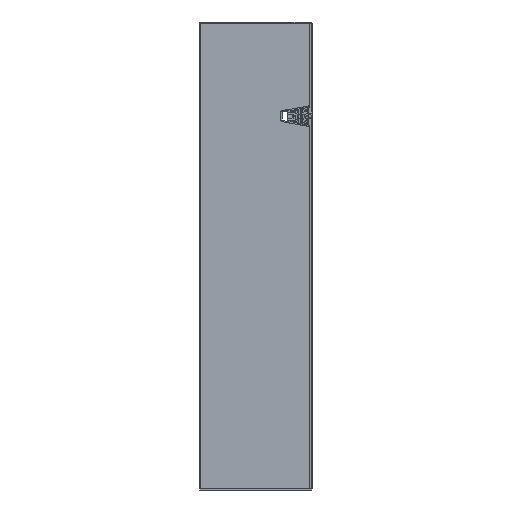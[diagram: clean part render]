
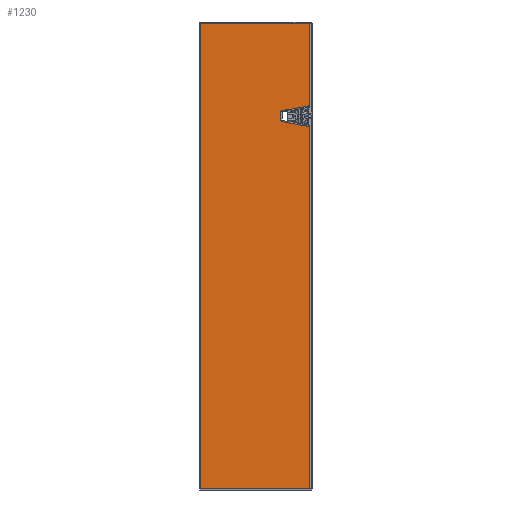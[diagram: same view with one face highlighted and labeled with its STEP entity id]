
A CAD part, front view. The second image highlights one B-rep face of the part: STEP entity #1230.
In plain terms, the highlighted planar face has unit normal (0, -1, 0).
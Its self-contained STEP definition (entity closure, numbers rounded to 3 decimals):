
#1230=ADVANCED_FACE('',(#3298),#3299,.T.);
#3298=FACE_OUTER_BOUND('',#5835,.T.);
#3299=PLANE('',#5836);
#5835=EDGE_LOOP('',(#13588,#13589,#13590,#13591,#13592,#13593,#13594,#13595,#13596,#13597));
#5836=AXIS2_PLACEMENT_3D('',#13598,#13599,#13600);
#13588=ORIENTED_EDGE('',*,*,#19691,.T.);
#13589=ORIENTED_EDGE('',*,*,#19692,.T.);
#13590=ORIENTED_EDGE('',*,*,#19420,.F.);
#13591=ORIENTED_EDGE('',*,*,#19596,.T.);
#13592=ORIENTED_EDGE('',*,*,#19693,.T.);
#13593=ORIENTED_EDGE('',*,*,#19640,.F.);
#13594=ORIENTED_EDGE('',*,*,#19416,.F.);
#13595=ORIENTED_EDGE('',*,*,#19694,.T.);
#13596=ORIENTED_EDGE('',*,*,#19695,.T.);
#13597=ORIENTED_EDGE('',*,*,#19696,.T.);
#13598=CARTESIAN_POINT('',(80.967,-291.558,0.0));
#13599=DIRECTION('',(0.,-1.0,0.));
#13600=DIRECTION('',(1.0,0.,0.));
#19416=EDGE_CURVE('',#24324,#24326,#24327,.T.);
#19420=EDGE_CURVE('',#24332,#24334,#24335,.T.);
#19596=EDGE_CURVE('',#24332,#24629,#24631,.T.);
#19640=EDGE_CURVE('',#24326,#24705,#24706,.T.);
#19691=EDGE_CURVE('',#24786,#24787,#24788,.F.);
#19692=EDGE_CURVE('',#24787,#24334,#24789,.T.);
#19693=EDGE_CURVE('',#24629,#24705,#24790,.T.);
#19694=EDGE_CURVE('',#24324,#24791,#24792,.T.);
#19695=EDGE_CURVE('',#24791,#24793,#24794,.F.);
#19696=EDGE_CURVE('',#24793,#24786,#24795,.T.);
#24324=VERTEX_POINT('',#31474);
#24326=VERTEX_POINT('',#31476);
#24327=LINE('',#31477,#31478);
#24332=VERTEX_POINT('',#31484);
#24334=VERTEX_POINT('',#31486);
#24335=LINE('',#31487,#31488);
#24629=VERTEX_POINT('',#31886);
#24631=LINE('',#31888,#31889);
#24705=VERTEX_POINT('',#31980);
#24706=LINE('',#31981,#31982);
#24786=VERTEX_POINT('',#32088);
#24787=VERTEX_POINT('',#32089);
#24788=CIRCLE('',#32090,2.2);
#24789=LINE('',#32091,#32092);
#24790=LINE('',#32093,#32094);
#24791=VERTEX_POINT('',#32095);
#24792=LINE('',#32096,#32097);
#24793=VERTEX_POINT('',#32098);
#24794=CIRCLE('',#32099,2.2);
#24795=LINE('',#32100,#32101);
#31474=CARTESIAN_POINT('',(80.967,-291.558,-165.688));
#31476=CARTESIAN_POINT('',(80.967,-291.558,-746.0));
#31477=CARTESIAN_POINT('',(80.967,-291.558,0.0));
#31478=VECTOR('',#38426,1000.0);
#31484=CARTESIAN_POINT('',(80.967,-291.558,0.0));
#31486=CARTESIAN_POINT('',(80.967,-291.558,-132.312));
#31487=CARTESIAN_POINT('',(80.967,-291.558,0.0));
#31488=VECTOR('',#38434,1000.0);
#31886=CARTESIAN_POINT('',(-93.523,-291.558,0.0));
#31888=CARTESIAN_POINT('',(80.967,-291.558,0.0));
#31889=VECTOR('',#38752,1000.0);
#31980=CARTESIAN_POINT('',(-93.523,-291.558,-746.0));
#31981=CARTESIAN_POINT('',(80.967,-291.558,-746.0));
#31982=VECTOR('',#38848,1000.0);
#32088=CARTESIAN_POINT('',(35.044,-291.558,-142.247));
#32089=CARTESIAN_POINT('',(36.862,-291.558,-140.08));
#32090=AXIS2_PLACEMENT_3D('',#38947,#38948,#38949);
#32091=CARTESIAN_POINT('',(103.57,-291.558,-128.331));
#32092=VECTOR('',#38950,1000.0);
#32093=CARTESIAN_POINT('',(-93.523,-291.558,0.0));
#32094=VECTOR('',#38951,1000.0);
#32095=CARTESIAN_POINT('',(36.862,-291.558,-157.92));
#32096=CARTESIAN_POINT('',(52.662,-291.558,-160.702));
#32097=VECTOR('',#38952,1000.0);
#32098=CARTESIAN_POINT('',(35.044,-291.558,-155.753));
#32099=AXIS2_PLACEMENT_3D('',#38953,#38954,#38955);
#32100=CARTESIAN_POINT('',(35.044,-291.558,0.0));
#32101=VECTOR('',#38956,1000.0);
#38426=DIRECTION('',(0.,0.,-1.0));
#38434=DIRECTION('',(0.,0.,-1.0));
#38752=DIRECTION('',(-1.0,0.,0.));
#38848=DIRECTION('',(-1.0,0.,0.));
#38947=CARTESIAN_POINT('',(37.244,-291.558,-142.247));
#38948=DIRECTION('',(0.,-1.0,0.));
#38949=DIRECTION('',(1.0,0.,0.));
#38950=DIRECTION('',(0.985,0.,0.173));
#38951=DIRECTION('',(0.,0.,-1.0));
#38952=DIRECTION('',(-0.985,0.,0.173));
#38953=CARTESIAN_POINT('',(37.244,-291.558,-155.753));
#38954=DIRECTION('',(0.,-1.0,0.));
#38955=DIRECTION('',(1.0,0.,0.));
#38956=DIRECTION('',(0.,0.,1.0));
